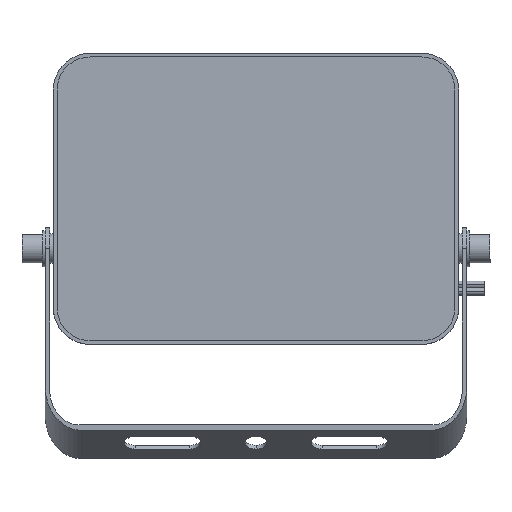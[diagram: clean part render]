
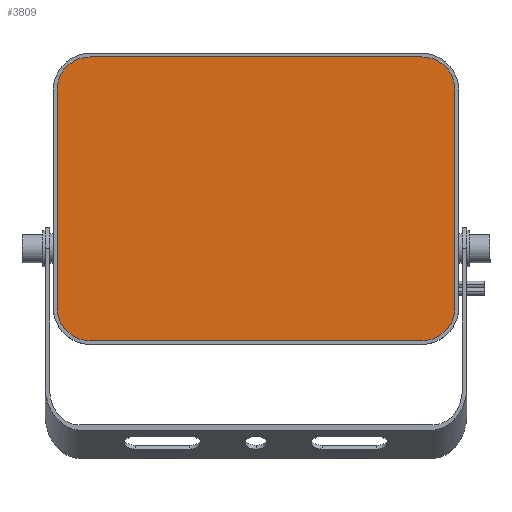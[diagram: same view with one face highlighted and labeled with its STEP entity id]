
A CAD part, top view. The second image highlights one B-rep face of the part: STEP entity #3809.
In plain terms, the highlighted planar face has unit normal (0, 0, 1).
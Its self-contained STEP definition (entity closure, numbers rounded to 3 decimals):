
#1125 = CARTESIAN_POINT ( 'NONE',  ( 45., 38.5, 0. ) ) ;
#1183 = DIRECTION ( 'NONE',  ( 1., 0., 0. ) ) ;
#1261 = CARTESIAN_POINT ( 'NONE',  ( -45., -38.5, 0. ) ) ;
#1360 = ORIENTED_EDGE ( 'NONE', *, *, #4000, .T. ) ;
#1714 = VERTEX_POINT ( 'NONE', #8216 ) ;
#1731 = VERTEX_POINT ( 'NONE', #6072 ) ;
#2158 = AXIS2_PLACEMENT_3D ( 'NONE', #5737, #5687, #5646 ) ;
#2365 = CARTESIAN_POINT ( 'NONE',  ( -45., 38.5, 0. ) ) ;
#2576 = VERTEX_POINT ( 'NONE', #2365 ) ;
#2642 = EDGE_LOOP ( 'NONE', ( #16835, #1360, #8381, #10718, #5857, #3998, #4353, #6925 ) ) ;
#3743 = CIRCLE ( 'NONE', #2158, 9. ) ;
#3809 = ADVANCED_FACE ( 'NONE', ( #7675 ), #4313, .T. ) ;
#3998 = ORIENTED_EDGE ( 'NONE', *, *, #4734, .T. ) ;
#4000 = EDGE_CURVE ( 'NONE', #1714, #16392, #11057, .T. ) ;
#4223 = DIRECTION ( 'NONE',  ( 1., 0., 0. ) ) ;
#4257 = DIRECTION ( 'NONE',  ( 0., 0., 1. ) ) ;
#4277 = CARTESIAN_POINT ( 'NONE',  ( -45., -29.5, 0. ) ) ;
#4303 = EDGE_CURVE ( 'NONE', #16392, #1731, #13908, .T. ) ;
#4313 = PLANE ( 'NONE',  #5325 ) ;
#4353 = ORIENTED_EDGE ( 'NONE', *, *, #5942, .T. ) ;
#4734 = EDGE_CURVE ( 'NONE', #14566, #2576, #9773, .T. ) ;
#5325 = AXIS2_PLACEMENT_3D ( 'NONE', #4277, #4257, #4223 ) ;
#5551 = EDGE_CURVE ( 'NONE', #17012, #14566, #3743, .T. ) ;
#5646 = DIRECTION ( 'NONE',  ( 1., 0., 0. ) ) ;
#5687 = DIRECTION ( 'NONE',  ( 0., 0., 1. ) ) ;
#5737 = CARTESIAN_POINT ( 'NONE',  ( 45., 29.5, 0. ) ) ;
#5809 = CARTESIAN_POINT ( 'NONE',  ( 45., 38.5, 0. ) ) ;
#5857 = ORIENTED_EDGE ( 'NONE', *, *, #5551, .T. ) ;
#5903 = EDGE_CURVE ( 'NONE', #1731, #17012, #16426, .T. ) ;
#5942 = EDGE_CURVE ( 'NONE', #2576, #6690, #15635, .T. ) ;
#6072 = CARTESIAN_POINT ( 'NONE',  ( 54., -29.5, 0. ) ) ;
#6139 = EDGE_CURVE ( 'NONE', #6690, #8151, #10527, .T. ) ;
#6248 = EDGE_CURVE ( 'NONE', #8151, #1714, #15428, .T. ) ;
#6690 = VERTEX_POINT ( 'NONE', #17064 ) ;
#6925 = ORIENTED_EDGE ( 'NONE', *, *, #6139, .T. ) ;
#7454 = VECTOR ( 'NONE', #1183, 1000. ) ;
#7675 = FACE_OUTER_BOUND ( 'NONE', #2642, .T. ) ;
#7933 = DIRECTION ( 'NONE',  ( 1., 0., 0. ) ) ;
#7954 = DIRECTION ( 'NONE',  ( 0., 0., 1. ) ) ;
#7966 = CARTESIAN_POINT ( 'NONE',  ( -45., -29.5, 0. ) ) ;
#8151 = VERTEX_POINT ( 'NONE', #12434 ) ;
#8216 = CARTESIAN_POINT ( 'NONE',  ( -45., -38.5, 0. ) ) ;
#8381 = ORIENTED_EDGE ( 'NONE', *, *, #4303, .T. ) ;
#8711 = AXIS2_PLACEMENT_3D ( 'NONE', #15298, #15242, #15191 ) ;
#9299 = DIRECTION ( 'NONE',  ( -1., 0., 0. ) ) ;
#9773 = LINE ( 'NONE', #1125, #10194 ) ;
#9982 = AXIS2_PLACEMENT_3D ( 'NONE', #7966, #7954, #7933 ) ;
#10096 = VECTOR ( 'NONE', #11840, 1000. ) ;
#10194 = VECTOR ( 'NONE', #9299, 1000. ) ;
#10527 = LINE ( 'NONE', #11871, #10096 ) ;
#10718 = ORIENTED_EDGE ( 'NONE', *, *, #5903, .T. ) ;
#11057 = LINE ( 'NONE', #1261, #7454 ) ;
#11378 = DIRECTION ( 'NONE',  ( 1., 0., 0. ) ) ;
#11401 = CARTESIAN_POINT ( 'NONE',  ( 54., 29.5, 0. ) ) ;
#11432 = DIRECTION ( 'NONE',  ( 0., 0., 1. ) ) ;
#11536 = CARTESIAN_POINT ( 'NONE',  ( 45., -29.5, 0. ) ) ;
#11840 = DIRECTION ( 'NONE',  ( 0., -1., 0. ) ) ;
#11871 = CARTESIAN_POINT ( 'NONE',  ( -54., 29.5, 0. ) ) ;
#12434 = CARTESIAN_POINT ( 'NONE',  ( -54., -29.5, 0. ) ) ;
#13005 = VECTOR ( 'NONE', #16880, 1000. ) ;
#13908 = CIRCLE ( 'NONE', #16547, 9. ) ;
#14566 = VERTEX_POINT ( 'NONE', #5809 ) ;
#15191 = DIRECTION ( 'NONE',  ( 1., 0., 0. ) ) ;
#15242 = DIRECTION ( 'NONE',  ( 0., 0., 1. ) ) ;
#15298 = CARTESIAN_POINT ( 'NONE',  ( -45., 29.5, 0. ) ) ;
#15428 = CIRCLE ( 'NONE', #9982, 9. ) ;
#15562 = CARTESIAN_POINT ( 'NONE',  ( 45., -38.5, 0. ) ) ;
#15635 = CIRCLE ( 'NONE', #8711, 9. ) ;
#16392 = VERTEX_POINT ( 'NONE', #15562 ) ;
#16426 = LINE ( 'NONE', #16864, #13005 ) ;
#16547 = AXIS2_PLACEMENT_3D ( 'NONE', #11536, #11432, #11378 ) ;
#16835 = ORIENTED_EDGE ( 'NONE', *, *, #6248, .T. ) ;
#16864 = CARTESIAN_POINT ( 'NONE',  ( 54., -29.5, 0. ) ) ;
#16880 = DIRECTION ( 'NONE',  ( 0., 1., 0. ) ) ;
#17012 = VERTEX_POINT ( 'NONE', #11401 ) ;
#17064 = CARTESIAN_POINT ( 'NONE',  ( -54., 29.5, 0. ) ) ;
